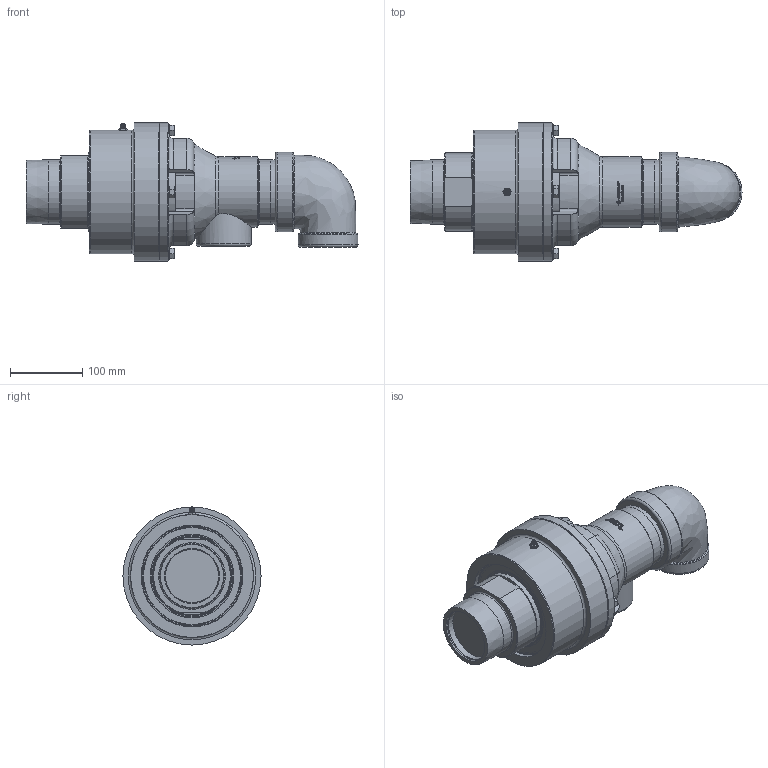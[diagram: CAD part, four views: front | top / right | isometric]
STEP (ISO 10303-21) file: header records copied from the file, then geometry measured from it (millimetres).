
FILE_DESCRIPTION(/* description */ (''),/* implementation_level */ '2;1');
FILE_NAME(/* name */ '857-002-101-IC.stp',/* time_stamp */ '2020-05-20T10:31:58-05:00',/* author */ ('dyurkovich'),/* organization */ (''),/* preprocessor_version */ 'ST-DEVELOPER v18',/* originating_system */ 'Autodesk Inventor 2020',/* authorisation */ '');
FILE_SCHEMA (('AUTOMOTIVE_DESIGN { 1 0 10303 214 3 1 1 }'));
Products named in the file (1): 857-002-101-IC
Bounding box: 458.18 x 190.5 x 190.5 mm (x, y, z)
Volume: 5478547.1 mm3; surface area: 368442.4 mm2
Topology: 2 solids, 14 shells, 665 faces, 1778 edges, 1181 vertices
Faces by surface type: plane 221, bspline 180, cylinder 120, torus 73, cone 58, sphere 13
Full cylindrical faces by diameter (mm): 3 x1, 7.798 x4, 7.95 x1, 9.525 x4, 11.1 x4, 19 x4, 55.169 x1, 73 x1, 73.8 x1, 76.2 x1, 82.55 x1, 88.9 x2, 96.8 x3, 100 x1, 100.02 x1, 107.7 x1, 110 x1, 112.182 x2, 115.4 x1, 133.9 x1, 136 x2, 138.4 x1, 139 x1, 139.7 x1, 140.5 x1, 150 x1, 150.005 x1, 150.42 x1, 169.9 x1, 190.5 x2
Entity records: 66196 total; most frequent: CARTESIAN_POINT 49586, ORIENTED_EDGE 3544, DIRECTION 3099, EDGE_CURVE 1772, AXIS2_PLACEMENT_3D 1274, VERTEX_POINT 1227, EDGE_LOOP 787, CIRCLE 746
